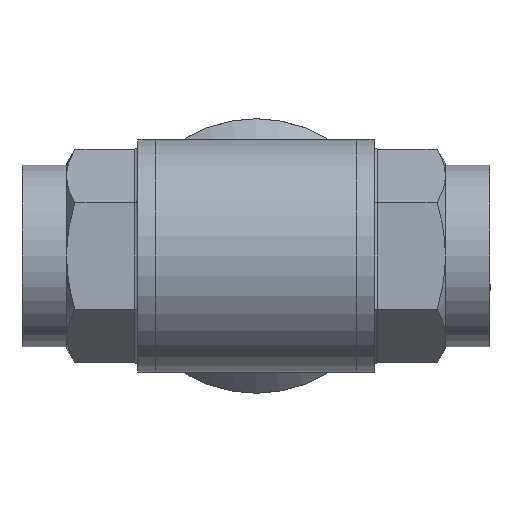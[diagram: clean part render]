
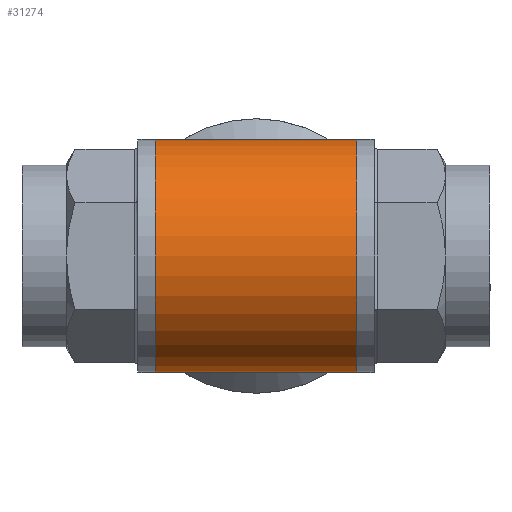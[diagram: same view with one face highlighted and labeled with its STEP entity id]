
A CAD part, front view. The second image highlights one B-rep face of the part: STEP entity #31274.
In plain terms, the highlighted cylindrical face has radius 17 mm (diameter 34 mm), a full revolution.
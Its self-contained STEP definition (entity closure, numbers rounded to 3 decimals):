
#175=FACE_BOUND('',#4028,.T.);
#2249=FACE_OUTER_BOUND('',#4027,.T.);
#4027=EDGE_LOOP('',(#23184,#23185,#23186,#23187));
#4028=EDGE_LOOP('',(#23188,#23189));
#5584=CIRCLE('',#32957,17.);
#5585=CIRCLE('',#32958,17.);
#6741=B_SPLINE_CURVE_WITH_KNOTS('',3,(#59102,#59103,#59104,#59105,#59106,
#59107,#59108,#59109,#59110,#59111,#59112,#59113,#59114,#59115,#59116,#59117,
#59118,#59119,#59120,#59121),.UNSPECIFIED.,.F.,.F.,(4,2,2,2,2,2,2,2,2,4),
(-5.022,-4.957,-4.66,-4.362,
-4.065,-3.767,-3.47,-2.9,
-2.615,-2.33),.UNSPECIFIED.);
#6742=B_SPLINE_CURVE_WITH_KNOTS('',3,(#59122,#59123,#59124,#59125,#59126,
#59127,#59128,#59129,#59130,#59131,#59132,#59133,#59134,#59135,#59136,#59137,
#59138,#59139,#59140,#59141,#59142,#59143,#59144,#59145,#59146,#59147,#59148,
#59149,#59150,#59151,#59152,#59153,#59154,#59155,#59156,#59157,#59158,#59159,
#59160,#59161,#59162,#59163,#59164),.UNSPECIFIED.,.F.,.F.,(4,2,2,2,2,2,
2,3,2,2,2,2,2,2,2,2,2,2,2,2,4),(-2.33,-2.045,-1.76,
-1.19,-0.893,-0.595,-0.298,
0.,0.298,0.595,0.893,1.19,
1.76,2.045,2.33,2.615,2.9,
3.47,3.767,4.065,4.297),
 .UNSPECIFIED.);
#7497=LINE('',#59180,#10514);
#10514=VECTOR('',#35775,17.);
#13861=VERTEX_POINT('',#59100);
#13862=VERTEX_POINT('',#59101);
#13865=VERTEX_POINT('',#59177);
#13866=VERTEX_POINT('',#59179);
#17363=EDGE_CURVE('',#13861,#13862,#6741,.T.);
#17364=EDGE_CURVE('',#13862,#13861,#6742,.T.);
#17369=EDGE_CURVE('',#13865,#13865,#5584,.T.);
#17370=EDGE_CURVE('',#13865,#13866,#7497,.T.);
#17371=EDGE_CURVE('',#13866,#13866,#5585,.T.);
#23184=ORIENTED_EDGE('',*,*,#17369,.F.);
#23185=ORIENTED_EDGE('',*,*,#17370,.T.);
#23186=ORIENTED_EDGE('',*,*,#17371,.F.);
#23187=ORIENTED_EDGE('',*,*,#17370,.F.);
#23188=ORIENTED_EDGE('',*,*,#17363,.T.);
#23189=ORIENTED_EDGE('',*,*,#17364,.T.);
#30690=CYLINDRICAL_SURFACE('',#32956,17.);
#31274=ADVANCED_FACE('',(#2249,#175),#30690,.T.);
#32956=AXIS2_PLACEMENT_3D('',#59176,#35771,#35772);
#32957=AXIS2_PLACEMENT_3D('',#59178,#35773,#35774);
#32958=AXIS2_PLACEMENT_3D('',#59181,#35776,#35777);
#35771=DIRECTION('center_axis',(1.,0.,0.));
#35772=DIRECTION('ref_axis',(0.,0.,-1.));
#35773=DIRECTION('center_axis',(1.,0.,0.));
#35774=DIRECTION('ref_axis',(0.,0.,-1.));
#35775=DIRECTION('',(-1.,0.,0.));
#35776=DIRECTION('center_axis',(-1.,0.,0.));
#35777=DIRECTION('ref_axis',(0.,0.,-1.));
#59100=CARTESIAN_POINT('',(3.5,9.909,13.813));
#59101=CARTESIAN_POINT('',(-14.25,17.,0.));
#59102=CARTESIAN_POINT('Ctrl Pts',(3.5,9.909,13.813));
#59103=CARTESIAN_POINT('Ctrl Pts',(3.3,9.838,13.864));
#59104=CARTESIAN_POINT('Ctrl Pts',(3.099,9.772,13.911));
#59105=CARTESIAN_POINT('Ctrl Pts',(1.961,9.433,14.147));
#59106=CARTESIAN_POINT('Ctrl Pts',(0.992,9.27,14.25));
#59107=CARTESIAN_POINT('Ctrl Pts',(-0.992,9.27,
14.25));
#59108=CARTESIAN_POINT('Ctrl Pts',(-1.961,9.433,14.147));
#59109=CARTESIAN_POINT('Ctrl Pts',(-3.829,9.99,13.759));
#59110=CARTESIAN_POINT('Ctrl Pts',(-4.729,10.381,13.475));
#59111=CARTESIAN_POINT('Ctrl Pts',(-6.439,11.264,12.746));
#59112=CARTESIAN_POINT('Ctrl Pts',(-7.251,11.755,12.301));
#59113=CARTESIAN_POINT('Ctrl Pts',(-8.759,12.741,11.277));
#59114=CARTESIAN_POINT('Ctrl Pts',(-9.454,13.234,10.698));
#59115=CARTESIAN_POINT('Ctrl Pts',(-11.268,14.569,8.885));
#59116=CARTESIAN_POINT('Ctrl Pts',(-12.355,15.44,7.35));
#59117=CARTESIAN_POINT('Ctrl Pts',(-13.475,16.354,4.732));
#59118=CARTESIAN_POINT('Ctrl Pts',(-13.766,16.596,3.807));
#59119=CARTESIAN_POINT('Ctrl Pts',(-14.154,16.919,1.916));
#59120=CARTESIAN_POINT('Ctrl Pts',(-14.25,17.,0.95));
#59121=CARTESIAN_POINT('Ctrl Pts',(-14.25,17.,0.));
#59122=CARTESIAN_POINT('Ctrl Pts',(-14.25,17.,0.));
#59123=CARTESIAN_POINT('Ctrl Pts',(-14.25,17.,-0.95));
#59124=CARTESIAN_POINT('Ctrl Pts',(-14.154,16.919,-1.916));
#59125=CARTESIAN_POINT('Ctrl Pts',(-13.766,16.596,-3.807));
#59126=CARTESIAN_POINT('Ctrl Pts',(-13.475,16.354,-4.732));
#59127=CARTESIAN_POINT('Ctrl Pts',(-12.355,15.44,-7.35));
#59128=CARTESIAN_POINT('Ctrl Pts',(-11.268,14.569,-8.885));
#59129=CARTESIAN_POINT('Ctrl Pts',(-9.454,13.234,-10.698));
#59130=CARTESIAN_POINT('Ctrl Pts',(-8.759,12.741,-11.277));
#59131=CARTESIAN_POINT('Ctrl Pts',(-7.251,11.755,-12.301));
#59132=CARTESIAN_POINT('Ctrl Pts',(-6.439,11.264,-12.746));
#59133=CARTESIAN_POINT('Ctrl Pts',(-4.729,10.381,-13.475));
#59134=CARTESIAN_POINT('Ctrl Pts',(-3.829,9.99,-13.759));
#59135=CARTESIAN_POINT('Ctrl Pts',(-1.961,9.433,-14.147));
#59136=CARTESIAN_POINT('Ctrl Pts',(-0.992,9.27,
-14.25));
#59137=CARTESIAN_POINT('Ctrl Pts',(0.,9.27,-14.25));
#59138=CARTESIAN_POINT('Ctrl Pts',(0.992,9.27,-14.25));
#59139=CARTESIAN_POINT('Ctrl Pts',(1.961,9.433,-14.147));
#59140=CARTESIAN_POINT('Ctrl Pts',(3.829,9.99,-13.759));
#59141=CARTESIAN_POINT('Ctrl Pts',(4.729,10.381,-13.475));
#59142=CARTESIAN_POINT('Ctrl Pts',(6.439,11.264,-12.746));
#59143=CARTESIAN_POINT('Ctrl Pts',(7.251,11.755,-12.301));
#59144=CARTESIAN_POINT('Ctrl Pts',(8.759,12.741,-11.277));
#59145=CARTESIAN_POINT('Ctrl Pts',(9.454,13.234,-10.698));
#59146=CARTESIAN_POINT('Ctrl Pts',(11.268,14.569,-8.885));
#59147=CARTESIAN_POINT('Ctrl Pts',(12.355,15.44,-7.35));
#59148=CARTESIAN_POINT('Ctrl Pts',(13.475,16.354,-4.732));
#59149=CARTESIAN_POINT('Ctrl Pts',(13.766,16.596,-3.807));
#59150=CARTESIAN_POINT('Ctrl Pts',(14.154,16.919,-1.916));
#59151=CARTESIAN_POINT('Ctrl Pts',(14.25,17.,-0.95));
#59152=CARTESIAN_POINT('Ctrl Pts',(14.25,17.,0.95));
#59153=CARTESIAN_POINT('Ctrl Pts',(14.154,16.919,1.916));
#59154=CARTESIAN_POINT('Ctrl Pts',(13.766,16.596,3.807));
#59155=CARTESIAN_POINT('Ctrl Pts',(13.475,16.354,4.732));
#59156=CARTESIAN_POINT('Ctrl Pts',(12.355,15.44,7.35));
#59157=CARTESIAN_POINT('Ctrl Pts',(11.268,14.569,8.885));
#59158=CARTESIAN_POINT('Ctrl Pts',(9.454,13.234,10.698));
#59159=CARTESIAN_POINT('Ctrl Pts',(8.759,12.741,11.277));
#59160=CARTESIAN_POINT('Ctrl Pts',(7.251,11.755,12.301));
#59161=CARTESIAN_POINT('Ctrl Pts',(6.439,11.264,12.746));
#59162=CARTESIAN_POINT('Ctrl Pts',(4.915,10.477,13.395));
#59163=CARTESIAN_POINT('Ctrl Pts',(4.219,10.163,13.631));
#59164=CARTESIAN_POINT('Ctrl Pts',(3.5,9.909,13.813));
#59176=CARTESIAN_POINT('Origin',(0.,0.,0.));
#59177=CARTESIAN_POINT('',(14.7,0.,17.));
#59178=CARTESIAN_POINT('Origin',(14.7,0.,0.));
#59179=CARTESIAN_POINT('',(-14.7,0.,17.));
#59180=CARTESIAN_POINT('',(0.,0.,17.));
#59181=CARTESIAN_POINT('Origin',(-14.7,0.,0.));
